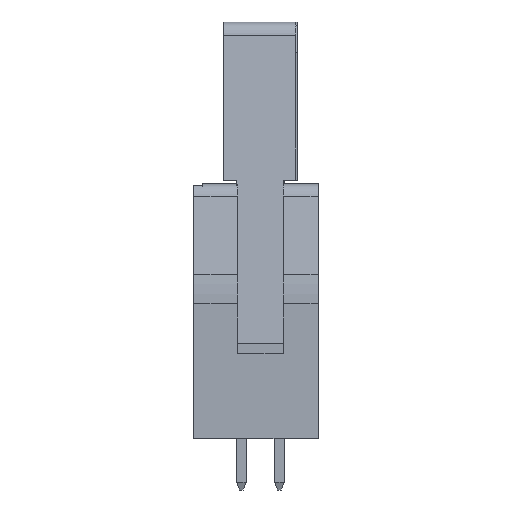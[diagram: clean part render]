
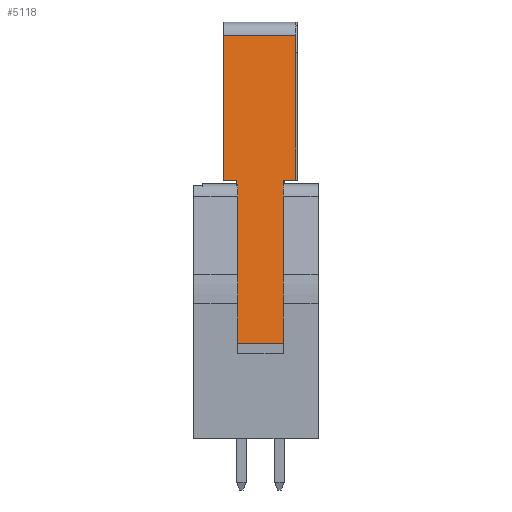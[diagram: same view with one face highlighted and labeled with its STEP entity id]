
A CAD part, left-side view. The second image highlights one B-rep face of the part: STEP entity #5118.
In plain terms, the highlighted face is planar.
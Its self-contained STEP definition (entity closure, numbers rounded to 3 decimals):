
#1362=ORIENTED_EDGE('',*,*,#2219,.T.);
#1363=ORIENTED_EDGE('',*,*,#2220,.F.);
#1364=ORIENTED_EDGE('',*,*,#2221,.T.);
#1365=ORIENTED_EDGE('',*,*,#2222,.T.);
#1366=ORIENTED_EDGE('',*,*,#2223,.F.);
#1367=ORIENTED_EDGE('',*,*,#2224,.F.);
#1368=ORIENTED_EDGE('',*,*,#2225,.T.);
#1369=ORIENTED_EDGE('',*,*,#2226,.F.);
#2219=EDGE_CURVE('',#2746,#2747,#3375,.T.);
#2220=EDGE_CURVE('',#2748,#2747,#3376,.T.);
#2221=EDGE_CURVE('',#2748,#2749,#3377,.F.);
#2222=EDGE_CURVE('',#2749,#2750,#3378,.T.);
#2223=EDGE_CURVE('',#2751,#2750,#3379,.T.);
#2224=EDGE_CURVE('',#2752,#2751,#3380,.T.);
#2225=EDGE_CURVE('',#2752,#2753,#3381,.T.);
#2226=EDGE_CURVE('',#2746,#2753,#3382,.T.);
#2746=VERTEX_POINT('',#8026);
#2747=VERTEX_POINT('',#8027);
#2748=VERTEX_POINT('',#8029);
#2749=VERTEX_POINT('',#8031);
#2750=VERTEX_POINT('',#8033);
#2751=VERTEX_POINT('',#8035);
#2752=VERTEX_POINT('',#8037);
#2753=VERTEX_POINT('',#8039);
#3375=LINE('',#8025,#4033);
#3376=LINE('',#8028,#4034);
#3377=LINE('',#8030,#4035);
#3378=LINE('',#8032,#4036);
#3379=LINE('',#8034,#4037);
#3380=LINE('',#8036,#4038);
#3381=LINE('',#8038,#4039);
#3382=LINE('',#8040,#4040);
#4033=VECTOR('',#6554,1000.);
#4034=VECTOR('',#6555,1000.);
#4035=VECTOR('',#6556,1000.);
#4036=VECTOR('',#6557,1000.);
#4037=VECTOR('',#6558,1000.);
#4038=VECTOR('',#6559,1000.);
#4039=VECTOR('',#6560,1000.);
#4040=VECTOR('',#6561,1000.);
#4362=EDGE_LOOP('',(#1362,#1363,#1364,#1365,#1366,#1367,#1368,#1369));
#4648=FACE_BOUND('',#4362,.T.);
#4884=PLANE('',#5447);
#5118=ADVANCED_FACE('',(#4648),#4884,.T.);
#5447=AXIS2_PLACEMENT_3D('',#8024,#6552,#6553);
#6552=DIRECTION('',(0.993,0.,0.117));
#6553=DIRECTION('',(0.117,0.,-0.993));
#6554=DIRECTION('',(0.,1.,0.));
#6555=DIRECTION('',(0.117,0.,-0.993));
#6556=DIRECTION('',(0.,1.,0.));
#6557=DIRECTION('',(0.117,0.,-0.993));
#6558=DIRECTION('',(0.,-1.,0.));
#6559=DIRECTION('',(-0.117,0.,0.993));
#6560=DIRECTION('',(0.,1.,0.));
#6561=DIRECTION('',(0.117,0.,-0.993));
#8024=CARTESIAN_POINT('',(2.,-2.4,14.274));
#8025=CARTESIAN_POINT('',(3.364,1.57,2.738));
#8026=CARTESIAN_POINT('',(3.364,1.57,2.738));
#8027=CARTESIAN_POINT('',(3.364,2.4,2.738));
#8028=CARTESIAN_POINT('',(2.,2.4,14.274));
#8029=CARTESIAN_POINT('',(2.221,2.4,12.403));
#8030=CARTESIAN_POINT('',(2.221,-2.4,12.403));
#8031=CARTESIAN_POINT('',(2.221,-2.4,12.403));
#8032=CARTESIAN_POINT('',(2.,-2.4,14.274));
#8033=CARTESIAN_POINT('',(3.364,-2.4,2.738));
#8034=CARTESIAN_POINT('',(3.364,-1.57,2.738));
#8035=CARTESIAN_POINT('',(3.364,-1.57,2.738));
#8036=CARTESIAN_POINT('',(3.364,-1.57,2.738));
#8037=CARTESIAN_POINT('',(4.65,-1.57,-8.145));
#8038=CARTESIAN_POINT('',(4.65,-2.4,-8.145));
#8039=CARTESIAN_POINT('',(4.65,1.57,-8.145));
#8040=CARTESIAN_POINT('',(3.364,1.57,2.738));
